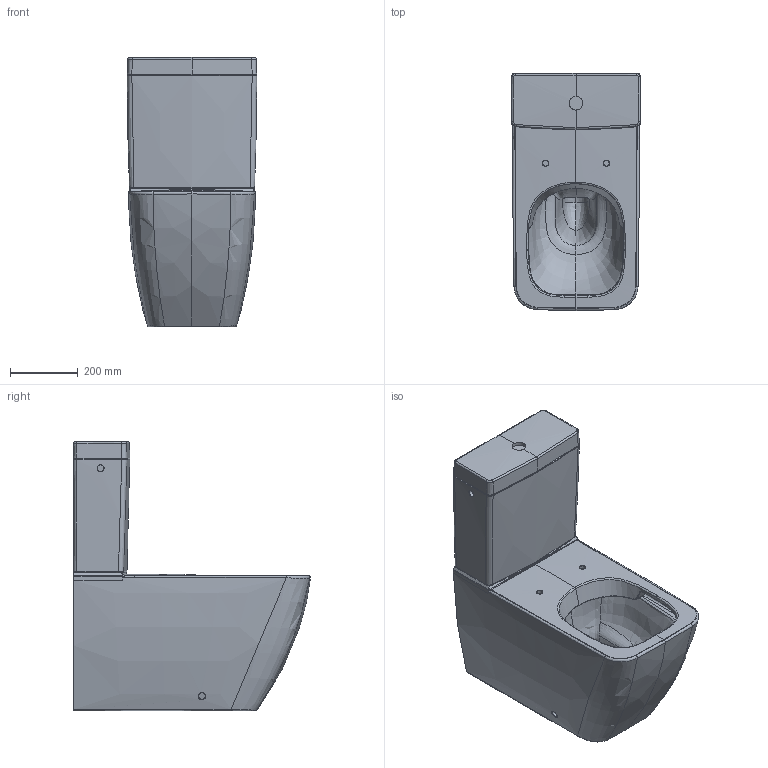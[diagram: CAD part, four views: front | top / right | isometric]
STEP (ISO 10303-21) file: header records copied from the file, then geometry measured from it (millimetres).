
FILE_DESCRIPTION(/* description */ (''),/* implementation_level */ '2;1');
FILE_NAME(/* name */ '4612R0_Venticello-BTW-5707-SK.stp',/* time_stamp */ '2019-01-09T12:31:33+01:00',/* author */ (''),/* organization */ (''),/* preprocessor_version */ 'ST-DEVELOPER v16',/* originating_system */ 'SIEMENS PLM Software NX 10.0',/* authorisation */ '');
FILE_SCHEMA (('AUTOMOTIVE_DESIGN { 1 0 10303 214 3 1 1 1 }'));
Products named in the file (1): Sier179423C01v3f
Bounding box: 383.14 x 701.3 x 798.5 mm (x, y, z)
Volume: 95312127.3 mm3; surface area: 1817275.9 mm2
Topology: 1 solids, 1 shells, 244 faces, 655 edges, 402 vertices
Faces by surface type: bspline 206, plane 16, cylinder 15, extrusion 5, sphere 2
Full cylindrical faces by diameter (mm): 17 x2, 20 x4, 40.6 x1
Entity records: 36205 total; most frequent: CARTESIAN_POINT 32129, ORIENTED_EDGE 1232, EDGE_CURVE 616, B_SPLINE_CURVE_WITH_KNOTS 475, VERTEX_POINT 393, EDGE_LOOP 263, ADVANCED_FACE 244, FACE_OUTER_BOUND 225
